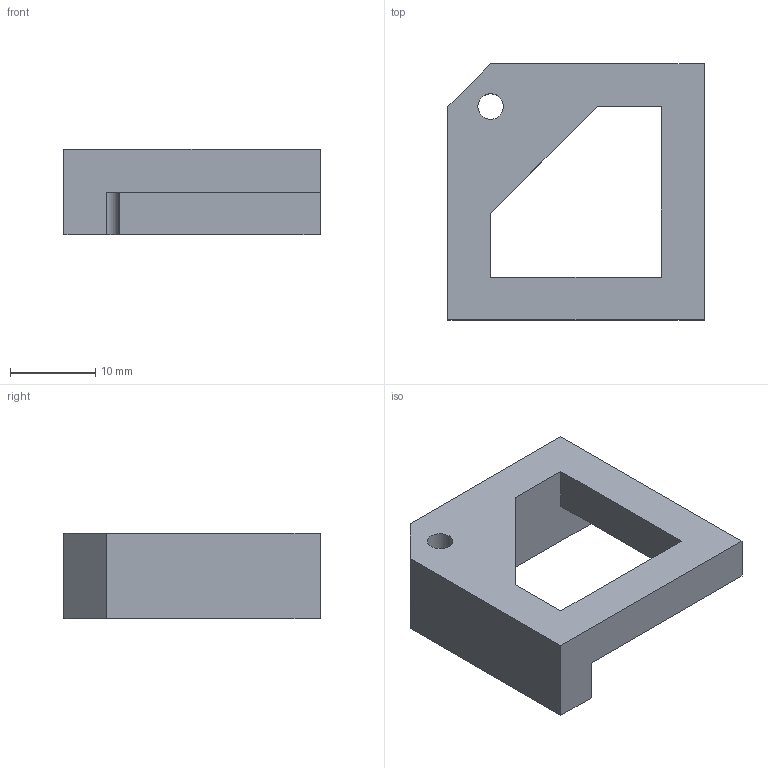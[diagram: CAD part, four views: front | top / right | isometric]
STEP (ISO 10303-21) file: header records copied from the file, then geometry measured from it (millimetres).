
FILE_DESCRIPTION( ( '' ), ' ' );
FILE_NAME( '5be71d4b7edd4a15ed7cdf92.step', '2018-11-10T18:02:52', ( '' ), ( '' ), ' ', ' ', ' ' );
FILE_SCHEMA( ( 'AUTOMOTIVE_DESIGN { 1 0 10303 214 1 1 1 1 }' ) );
Length unit declared in the file: metre
Products named in the file (1): Part 1
Bounding box: 30 x 30 x 10 mm (x, y, z)
Volume: 4078.8 mm3; surface area: 2718.7 mm2
Topology: 1 solids, 1 shells, 15 faces, 44 edges, 29 vertices
Faces by surface type: plane 14, cylinder 1
Full cylindrical faces by diameter (mm): 3 x1
Entity records: 632 total; most frequent: CARTESIAN_POINT 88, ORIENTED_EDGE 86, DIRECTION 78, EDGE_CURVE 43, LINE 40, VECTOR 40, VERTEX_POINT 29, AXIS2_PLACEMENT_3D 19
